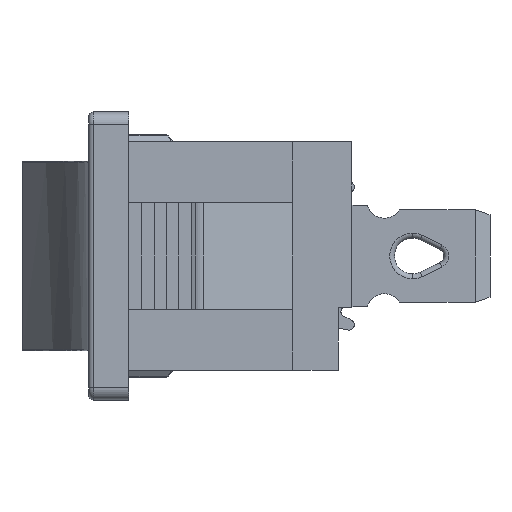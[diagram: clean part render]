
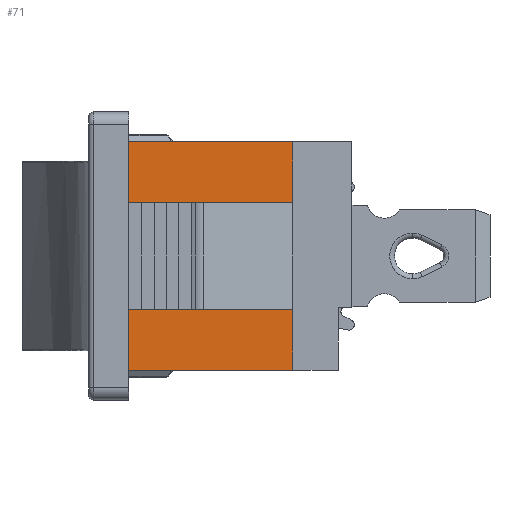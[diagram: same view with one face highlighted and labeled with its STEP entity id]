
A CAD part, left-side view. The second image highlights one B-rep face of the part: STEP entity #71.
In plain terms, the highlighted planar face has unit normal (-1, 0, 0).
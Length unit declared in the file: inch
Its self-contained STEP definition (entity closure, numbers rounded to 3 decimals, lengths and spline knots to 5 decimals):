
#71 = ADVANCED_FACE ( 'NONE', ( #7787 ), #7135, .F. ) ;
#90 = CARTESIAN_POINT ( 'NONE',  ( 0.07075, -0.4255, -0.184 ) ) ;
#172 = LINE ( 'NONE', #6540, #2168 ) ;
#210 = VERTEX_POINT ( 'NONE', #4584 ) ;
#503 = DIRECTION ( 'NONE',  ( 0., 0., -1. ) ) ;
#537 = VECTOR ( 'NONE', #2636, 39.37008 ) ;
#574 = VERTEX_POINT ( 'NONE', #990 ) ;
#784 = EDGE_CURVE ( 'NONE', #3781, #2483, #8278, .T. ) ;
#959 = DIRECTION ( 'NONE',  ( 0., 0., 1. ) ) ;
#990 = CARTESIAN_POINT ( 'NONE',  ( 0.07075, -0.29649, -0.401 ) ) ;
#997 = DIRECTION ( 'NONE',  ( 0., 0., -1. ) ) ;
#1136 = ORIENTED_EDGE ( 'NONE', *, *, #2455, .T. ) ;
#1150 = VERTEX_POINT ( 'NONE', #6650 ) ;
#1212 = ORIENTED_EDGE ( 'NONE', *, *, #7849, .F. ) ;
#1227 = VERTEX_POINT ( 'NONE', #7757 ) ;
#1284 = VECTOR ( 'NONE', #6559, 39.37008 ) ;
#1422 = CARTESIAN_POINT ( 'NONE',  ( 0.07075, -0.4255, -0.5245 ) ) ;
#1540 = EDGE_CURVE ( 'NONE', #574, #2124, #2420, .T. ) ;
#1650 = ORIENTED_EDGE ( 'NONE', *, *, #784, .T. ) ;
#1676 = CARTESIAN_POINT ( 'NONE',  ( 0.07075, -0.4255, -0.401 ) ) ;
#1682 = EDGE_CURVE ( 'NONE', #3007, #3753, #3587, .T. ) ;
#1710 = LINE ( 'NONE', #7979, #4096 ) ;
#1739 = DIRECTION ( 'NONE',  ( 0., 1., 0. ) ) ;
#1763 = ORIENTED_EDGE ( 'NONE', *, *, #3035, .T. ) ;
#1977 = ORIENTED_EDGE ( 'NONE', *, *, #1540, .F. ) ;
#1981 = VERTEX_POINT ( 'NONE', #5558 ) ;
#2058 = DIRECTION ( 'NONE',  ( 0., -1., 0. ) ) ;
#2124 = VERTEX_POINT ( 'NONE', #4170 ) ;
#2142 = CARTESIAN_POINT ( 'NONE',  ( 0.07075, 0., -0.5245 ) ) ;
#2168 = VECTOR ( 'NONE', #8030, 39.37008 ) ;
#2420 = LINE ( 'NONE', #1676, #6586 ) ;
#2440 = ORIENTED_EDGE ( 'NONE', *, *, #7895, .T. ) ;
#2455 = EDGE_CURVE ( 'NONE', #1227, #8578, #5643, .T. ) ;
#2483 = VERTEX_POINT ( 'NONE', #6245 ) ;
#2636 = DIRECTION ( 'NONE',  ( 0., 1., 0. ) ) ;
#2705 = CARTESIAN_POINT ( 'NONE',  ( 0.07075, -0.4255, -0.184 ) ) ;
#2711 = ORIENTED_EDGE ( 'NONE', *, *, #1682, .T. ) ;
#2766 = VECTOR ( 'NONE', #1739, 39.37008 ) ;
#2829 = DIRECTION ( 'NONE',  ( 0., 0., 1. ) ) ;
#2842 = CARTESIAN_POINT ( 'NONE',  ( 0.07075, -0.00521, -0.184 ) ) ;
#2949 = VECTOR ( 'NONE', #3154, 39.37008 ) ;
#3007 = VERTEX_POINT ( 'NONE', #3446 ) ;
#3035 = EDGE_CURVE ( 'NONE', #2483, #1227, #6924, .T. ) ;
#3052 = CARTESIAN_POINT ( 'NONE',  ( 0.07075, -0.333, -0.5245 ) ) ;
#3154 = DIRECTION ( 'NONE',  ( 0., 0., -1. ) ) ;
#3446 = CARTESIAN_POINT ( 'NONE',  ( 0.07075, -0.29649, -0.184 ) ) ;
#3587 = LINE ( 'NONE', #90, #1284 ) ;
#3689 = EDGE_CURVE ( 'NONE', #4307, #2124, #8323, .T. ) ;
#3753 = VERTEX_POINT ( 'NONE', #7029 ) ;
#3778 = CARTESIAN_POINT ( 'NONE',  ( 0.07075, -0.333, -0.0605 ) ) ;
#3781 = VERTEX_POINT ( 'NONE', #3778 ) ;
#3876 = CARTESIAN_POINT ( 'NONE',  ( 0.07075, -0.333, -0.5245 ) ) ;
#4080 = AXIS2_PLACEMENT_3D ( 'NONE', #1422, #4215, #503 ) ;
#4096 = VECTOR ( 'NONE', #959, 39.37008 ) ;
#4170 = CARTESIAN_POINT ( 'NONE',  ( 0.07075, -0.333, -0.401 ) ) ;
#4215 = DIRECTION ( 'NONE',  ( 1., 0., 0. ) ) ;
#4307 = VERTEX_POINT ( 'NONE', #3052 ) ;
#4584 = CARTESIAN_POINT ( 'NONE',  ( 0.07075, 0., -0.401 ) ) ;
#4646 = LINE ( 'NONE', #7385, #2949 ) ;
#4770 = VECTOR ( 'NONE', #2829, 39.37008 ) ;
#5072 = EDGE_CURVE ( 'NONE', #3753, #3781, #8802, .T. ) ;
#5266 = LINE ( 'NONE', #9056, #537 ) ;
#5268 = DIRECTION ( 'NONE',  ( 0., 0., 1. ) ) ;
#5407 = ORIENTED_EDGE ( 'NONE', *, *, #3689, .T. ) ;
#5558 = CARTESIAN_POINT ( 'NONE',  ( 0.07075, -0.00521, -0.401 ) ) ;
#5643 = LINE ( 'NONE', #2705, #7116 ) ;
#5677 = DIRECTION ( 'NONE',  ( 0., 0., -1. ) ) ;
#5805 = ORIENTED_EDGE ( 'NONE', *, *, #8850, .F. ) ;
#6122 = DIRECTION ( 'NONE',  ( 0., -1., 0. ) ) ;
#6245 = CARTESIAN_POINT ( 'NONE',  ( 0.07075, 0., -0.0605 ) ) ;
#6540 = CARTESIAN_POINT ( 'NONE',  ( 0.07075, -0.4255, -0.401 ) ) ;
#6559 = DIRECTION ( 'NONE',  ( 0., -1., 0. ) ) ;
#6586 = VECTOR ( 'NONE', #6122, 39.37008 ) ;
#6650 = CARTESIAN_POINT ( 'NONE',  ( 0.07075, 0., -0.5245 ) ) ;
#6924 = LINE ( 'NONE', #2142, #7704 ) ;
#7029 = CARTESIAN_POINT ( 'NONE',  ( 0.07075, -0.333, -0.184 ) ) ;
#7064 = VECTOR ( 'NONE', #997, 39.37008 ) ;
#7116 = VECTOR ( 'NONE', #2058, 39.37008 ) ;
#7135 = PLANE ( 'NONE',  #4080 ) ;
#7385 = CARTESIAN_POINT ( 'NONE',  ( 0.07075, -0.00521, -0.5245 ) ) ;
#7505 = ORIENTED_EDGE ( 'NONE', *, *, #7578, .T. ) ;
#7546 = ORIENTED_EDGE ( 'NONE', *, *, #8226, .T. ) ;
#7578 = EDGE_CURVE ( 'NONE', #8578, #1981, #4646, .T. ) ;
#7704 = VECTOR ( 'NONE', #5677, 39.37008 ) ;
#7757 = CARTESIAN_POINT ( 'NONE',  ( 0.07075, 0., -0.184 ) ) ;
#7787 = FACE_OUTER_BOUND ( 'NONE', #8616, .T. ) ;
#7835 = VECTOR ( 'NONE', #5268, 39.37008 ) ;
#7849 = EDGE_CURVE ( 'NONE', #210, #1981, #172, .T. ) ;
#7895 = EDGE_CURVE ( 'NONE', #574, #3007, #1710, .T. ) ;
#7971 = LINE ( 'NONE', #8767, #7064 ) ;
#7979 = CARTESIAN_POINT ( 'NONE',  ( 0.07075, -0.29649, -0.5245 ) ) ;
#8030 = DIRECTION ( 'NONE',  ( 0., -1., 0. ) ) ;
#8099 = CARTESIAN_POINT ( 'NONE',  ( 0.07075, -0.4255, -0.0605 ) ) ;
#8226 = EDGE_CURVE ( 'NONE', #210, #1150, #7971, .T. ) ;
#8278 = LINE ( 'NONE', #8099, #2766 ) ;
#8323 = LINE ( 'NONE', #8370, #4770 ) ;
#8370 = CARTESIAN_POINT ( 'NONE',  ( 0.07075, -0.333, -0.5245 ) ) ;
#8578 = VERTEX_POINT ( 'NONE', #2842 ) ;
#8616 = EDGE_LOOP ( 'NONE', ( #1212, #7546, #5805, #5407, #1977, #2440, #2711, #8893, #1650, #1763, #1136, #7505 ) ) ;
#8767 = CARTESIAN_POINT ( 'NONE',  ( 0.07075, 0., -0.5245 ) ) ;
#8802 = LINE ( 'NONE', #3876, #7835 ) ;
#8850 = EDGE_CURVE ( 'NONE', #4307, #1150, #5266, .T. ) ;
#8893 = ORIENTED_EDGE ( 'NONE', *, *, #5072, .T. ) ;
#9056 = CARTESIAN_POINT ( 'NONE',  ( 0.07075, -0.4255, -0.5245 ) ) ;
